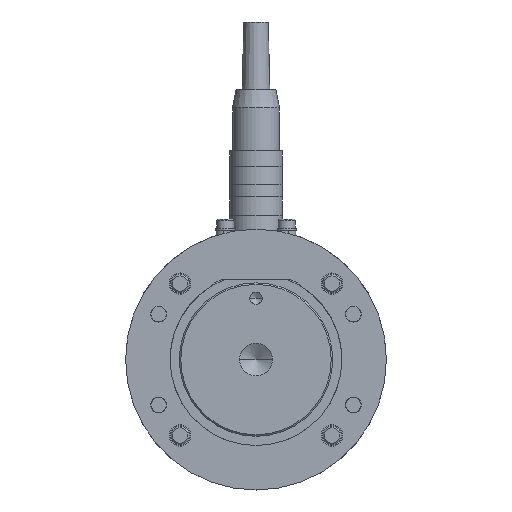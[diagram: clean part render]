
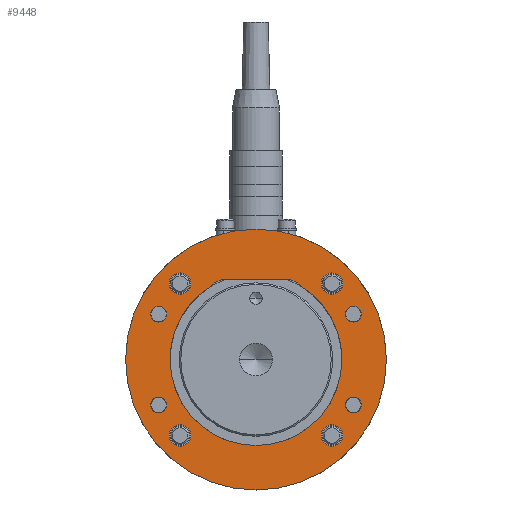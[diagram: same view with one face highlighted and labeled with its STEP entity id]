
A CAD part, left-side view. The second image highlights one B-rep face of the part: STEP entity #9448.
In plain terms, the highlighted face is planar.
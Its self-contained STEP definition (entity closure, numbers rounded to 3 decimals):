
#8702=CARTESIAN_POINT('',(0.0,4.475,47.5));
#8703=VERTEX_POINT('',#8702);
#8719=CARTESIAN_POINT('',(0.,4.475,-37.5));
#8720=VERTEX_POINT('',#8719);
#8727=CARTESIAN_POINT('',(0.0,4.475,5.0));
#8728=DIRECTION('',(0.0,-1.0,0.0));
#8729=DIRECTION('',(0.0,0.0,1.0));
#8730=AXIS2_PLACEMENT_3D('',#8727,#8728,#8729);
#8731=CIRCLE('',#8730,42.5);
#8732=EDGE_CURVE('',#8720,#8703,#8731,.T.);
#8744=CARTESIAN_POINT('',(24.749,4.475,26.249));
#8745=VERTEX_POINT('',#8744);
#8761=CARTESIAN_POINT('',(24.749,4.475,33.249));
#8762=VERTEX_POINT('',#8761);
#8769=CARTESIAN_POINT('',(24.749,4.475,29.749));
#8770=DIRECTION('',(0.0,-1.0,0.0));
#8771=DIRECTION('',(0.0,0.0,-1.0));
#8772=AXIS2_PLACEMENT_3D('',#8769,#8770,#8771);
#8773=CIRCLE('',#8772,3.5);
#8774=EDGE_CURVE('',#8745,#8762,#8773,.T.);
#8786=CARTESIAN_POINT('',(-21.249,4.475,29.749));
#8787=VERTEX_POINT('',#8786);
#8803=CARTESIAN_POINT('',(-28.249,4.475,29.749));
#8804=VERTEX_POINT('',#8803);
#8811=CARTESIAN_POINT('',(-24.749,4.475,29.749));
#8812=DIRECTION('',(0.0,-1.0,0.0));
#8813=DIRECTION('',(1.0,0.0,0.0));
#8814=AXIS2_PLACEMENT_3D('',#8811,#8812,#8813);
#8815=CIRCLE('',#8814,3.5);
#8816=EDGE_CURVE('',#8787,#8804,#8815,.T.);
#8828=CARTESIAN_POINT('',(-24.749,4.475,-16.249));
#8829=VERTEX_POINT('',#8828);
#8845=CARTESIAN_POINT('',(-24.749,4.475,-23.249));
#8846=VERTEX_POINT('',#8845);
#8853=CARTESIAN_POINT('',(-24.749,4.475,-19.749));
#8854=DIRECTION('',(0.0,-1.0,0.0));
#8855=DIRECTION('',(0.0,0.0,1.0));
#8856=AXIS2_PLACEMENT_3D('',#8853,#8854,#8855);
#8857=CIRCLE('',#8856,3.5);
#8858=EDGE_CURVE('',#8829,#8846,#8857,.T.);
#8870=CARTESIAN_POINT('',(21.249,4.475,-19.749));
#8871=VERTEX_POINT('',#8870);
#8887=CARTESIAN_POINT('',(28.249,4.475,-19.749));
#8888=VERTEX_POINT('',#8887);
#8895=CARTESIAN_POINT('',(24.749,4.475,-19.749));
#8896=DIRECTION('',(0.0,-1.0,0.0));
#8897=DIRECTION('',(-1.0,0.0,0.0));
#8898=AXIS2_PLACEMENT_3D('',#8895,#8896,#8897);
#8899=CIRCLE('',#8898,3.5);
#8900=EDGE_CURVE('',#8871,#8888,#8899,.T.);
#8912=CARTESIAN_POINT('',(-31.721,4.475,17.215));
#8913=VERTEX_POINT('',#8912);
#8929=CARTESIAN_POINT('',(-31.721,4.475,22.368));
#8930=VERTEX_POINT('',#8929);
#8937=CARTESIAN_POINT('',(-31.721,4.475,19.792));
#8938=DIRECTION('',(0.0,-1.0,0.0));
#8939=DIRECTION('',(0.0,0.0,-1.0));
#8940=AXIS2_PLACEMENT_3D('',#8937,#8938,#8939);
#8941=CIRCLE('',#8940,2.576);
#8942=EDGE_CURVE('',#8913,#8930,#8941,.T.);
#8954=CARTESIAN_POINT('',(31.719,4.475,17.215));
#8955=VERTEX_POINT('',#8954);
#8971=CARTESIAN_POINT('',(31.719,4.475,22.368));
#8972=VERTEX_POINT('',#8971);
#8979=CARTESIAN_POINT('',(31.719,4.475,19.792));
#8980=DIRECTION('',(0.0,-1.0,0.0));
#8981=DIRECTION('',(0.0,0.0,-1.0));
#8982=AXIS2_PLACEMENT_3D('',#8979,#8980,#8981);
#8983=CIRCLE('',#8982,2.576);
#8984=EDGE_CURVE('',#8955,#8972,#8983,.T.);
#8996=CARTESIAN_POINT('',(-31.721,4.475,-12.365));
#8997=VERTEX_POINT('',#8996);
#9013=CARTESIAN_POINT('',(-31.721,4.475,-7.212));
#9014=VERTEX_POINT('',#9013);
#9021=CARTESIAN_POINT('',(-31.721,4.475,-9.788));
#9022=DIRECTION('',(0.0,-1.0,0.0));
#9023=DIRECTION('',(0.0,0.0,-1.0));
#9024=AXIS2_PLACEMENT_3D('',#9021,#9022,#9023);
#9025=CIRCLE('',#9024,2.576);
#9026=EDGE_CURVE('',#8997,#9014,#9025,.T.);
#9038=CARTESIAN_POINT('',(31.719,4.475,-12.365));
#9039=VERTEX_POINT('',#9038);
#9055=CARTESIAN_POINT('',(31.719,4.475,-7.212));
#9056=VERTEX_POINT('',#9055);
#9063=CARTESIAN_POINT('',(31.719,4.475,-9.788));
#9064=DIRECTION('',(0.0,-1.0,0.0));
#9065=DIRECTION('',(0.0,0.0,-1.0));
#9066=AXIS2_PLACEMENT_3D('',#9063,#9064,#9065);
#9067=CIRCLE('',#9066,2.576);
#9068=EDGE_CURVE('',#9039,#9056,#9067,.T.);
#9079=CARTESIAN_POINT('',(31.719,4.475,-9.788));
#9080=DIRECTION('',(0.0,-1.0,0.0));
#9081=DIRECTION('',(0.0,0.0,-1.0));
#9082=AXIS2_PLACEMENT_3D('',#9079,#9080,#9081);
#9083=CIRCLE('',#9082,2.576);
#9084=EDGE_CURVE('',#9056,#9039,#9083,.T.);
#9103=CARTESIAN_POINT('',(-31.721,4.475,-9.788));
#9104=DIRECTION('',(0.0,-1.0,0.0));
#9105=DIRECTION('',(0.0,0.0,-1.0));
#9106=AXIS2_PLACEMENT_3D('',#9103,#9104,#9105);
#9107=CIRCLE('',#9106,2.576);
#9108=EDGE_CURVE('',#9014,#8997,#9107,.T.);
#9127=CARTESIAN_POINT('',(31.719,4.475,19.792));
#9128=DIRECTION('',(0.0,-1.0,0.0));
#9129=DIRECTION('',(0.0,0.0,-1.0));
#9130=AXIS2_PLACEMENT_3D('',#9127,#9128,#9129);
#9131=CIRCLE('',#9130,2.576);
#9132=EDGE_CURVE('',#8972,#8955,#9131,.T.);
#9151=CARTESIAN_POINT('',(-31.721,4.475,19.792));
#9152=DIRECTION('',(0.0,-1.0,0.0));
#9153=DIRECTION('',(0.0,0.0,-1.0));
#9154=AXIS2_PLACEMENT_3D('',#9151,#9152,#9153);
#9155=CIRCLE('',#9154,2.576);
#9156=EDGE_CURVE('',#8930,#8913,#9155,.T.);
#9174=CARTESIAN_POINT('',(10.5,4.475,31.0));
#9175=VERTEX_POINT('',#9174);
#9176=CARTESIAN_POINT('',(-10.5,4.475,31.0));
#9177=VERTEX_POINT('',#9176);
#9178=CARTESIAN_POINT('',(10.5,4.475,31.0));
#9179=DIRECTION('',(-1.0,0.0,0.0));
#9180=VECTOR('',#9179,21.0);
#9181=LINE('',#9178,#9180);
#9182=EDGE_CURVE('',#9175,#9177,#9181,.T.);
#9214=CARTESIAN_POINT('',(-14.562,4.475,28.915));
#9215=VERTEX_POINT('',#9214);
#9216=CARTESIAN_POINT('',(-10.5,4.475,26.0));
#9217=DIRECTION('',(0.0,-1.0,0.0));
#9218=DIRECTION('',(1.0,0.0,0.0));
#9219=AXIS2_PLACEMENT_3D('',#9216,#9217,#9218);
#9220=CIRCLE('',#9219,5.0);
#9221=EDGE_CURVE('',#9177,#9215,#9220,.T.);
#9247=CARTESIAN_POINT('',(14.562,4.475,28.915));
#9248=VERTEX_POINT('',#9247);
#9249=CARTESIAN_POINT('',(0.0,4.475,5.0));
#9250=DIRECTION('',(0.0,-1.0,0.0));
#9251=DIRECTION('',(1.0,0.0,0.0));
#9252=AXIS2_PLACEMENT_3D('',#9249,#9250,#9251);
#9253=CIRCLE('',#9252,28.0);
#9254=EDGE_CURVE('',#9215,#9248,#9253,.T.);
#9280=CARTESIAN_POINT('',(10.5,4.475,26.0));
#9281=DIRECTION('',(0.0,-1.0,0.0));
#9282=DIRECTION('',(1.0,0.0,0.0));
#9283=AXIS2_PLACEMENT_3D('',#9280,#9281,#9282);
#9284=CIRCLE('',#9283,5.0);
#9285=EDGE_CURVE('',#9248,#9175,#9284,.T.);
#9305=CARTESIAN_POINT('',(24.749,4.475,-19.749));
#9306=DIRECTION('',(0.0,-1.0,0.0));
#9307=DIRECTION('',(-1.0,0.0,0.0));
#9308=AXIS2_PLACEMENT_3D('',#9305,#9306,#9307);
#9309=CIRCLE('',#9308,3.5);
#9310=EDGE_CURVE('',#8888,#8871,#9309,.T.);
#9329=CARTESIAN_POINT('',(-24.749,4.475,-19.749));
#9330=DIRECTION('',(0.0,-1.0,0.0));
#9331=DIRECTION('',(0.0,0.0,1.0));
#9332=AXIS2_PLACEMENT_3D('',#9329,#9330,#9331);
#9333=CIRCLE('',#9332,3.5);
#9334=EDGE_CURVE('',#8846,#8829,#9333,.T.);
#9353=CARTESIAN_POINT('',(-24.749,4.475,29.749));
#9354=DIRECTION('',(0.0,-1.0,0.0));
#9355=DIRECTION('',(1.0,0.0,0.0));
#9356=AXIS2_PLACEMENT_3D('',#9353,#9354,#9355);
#9357=CIRCLE('',#9356,3.5);
#9358=EDGE_CURVE('',#8804,#8787,#9357,.T.);
#9377=CARTESIAN_POINT('',(24.749,4.475,29.749));
#9378=DIRECTION('',(0.0,-1.0,0.0));
#9379=DIRECTION('',(0.0,0.0,-1.0));
#9380=AXIS2_PLACEMENT_3D('',#9377,#9378,#9379);
#9381=CIRCLE('',#9380,3.5);
#9382=EDGE_CURVE('',#8762,#8745,#9381,.T.);
#9395=CARTESIAN_POINT('',(-46.75,4.475,-41.75));
#9396=DIRECTION('',(0.0,1.0,0.0));
#9397=DIRECTION('',(0.0,0.0,1.0));
#9398=AXIS2_PLACEMENT_3D('',#9395,#9396,#9397);
#9399=PLANE('',#9398);
#9400=CARTESIAN_POINT('',(0.0,4.475,5.0));
#9401=DIRECTION('',(0.0,-1.0,0.0));
#9402=DIRECTION('',(0.0,0.0,1.0));
#9403=AXIS2_PLACEMENT_3D('',#9400,#9401,#9402);
#9404=CIRCLE('',#9403,42.5);
#9405=EDGE_CURVE('',#8703,#8720,#9404,.T.);
#9406=ORIENTED_EDGE('',*,*,#9405,.F.);
#9407=ORIENTED_EDGE('',*,*,#8732,.F.);
#9408=EDGE_LOOP('',(#9406,#9407));
#9409=FACE_OUTER_BOUND('',#9408,.T.);
#9410=ORIENTED_EDGE('',*,*,#9084,.T.);
#9411=ORIENTED_EDGE('',*,*,#9068,.T.);
#9412=EDGE_LOOP('',(#9410,#9411));
#9413=FACE_BOUND('',#9412,.T.);
#9414=ORIENTED_EDGE('',*,*,#9108,.T.);
#9415=ORIENTED_EDGE('',*,*,#9026,.T.);
#9416=EDGE_LOOP('',(#9414,#9415));
#9417=FACE_BOUND('',#9416,.T.);
#9418=ORIENTED_EDGE('',*,*,#9132,.T.);
#9419=ORIENTED_EDGE('',*,*,#8984,.T.);
#9420=EDGE_LOOP('',(#9418,#9419));
#9421=FACE_BOUND('',#9420,.T.);
#9422=ORIENTED_EDGE('',*,*,#9156,.T.);
#9423=ORIENTED_EDGE('',*,*,#8942,.T.);
#9424=EDGE_LOOP('',(#9422,#9423));
#9425=FACE_BOUND('',#9424,.T.);
#9426=ORIENTED_EDGE('',*,*,#9254,.T.);
#9427=ORIENTED_EDGE('',*,*,#9285,.T.);
#9428=ORIENTED_EDGE('',*,*,#9182,.T.);
#9429=ORIENTED_EDGE('',*,*,#9221,.T.);
#9430=EDGE_LOOP('',(#9426,#9427,#9428,#9429));
#9431=FACE_BOUND('',#9430,.T.);
#9432=ORIENTED_EDGE('',*,*,#9310,.T.);
#9433=ORIENTED_EDGE('',*,*,#8900,.T.);
#9434=EDGE_LOOP('',(#9432,#9433));
#9435=FACE_BOUND('',#9434,.T.);
#9436=ORIENTED_EDGE('',*,*,#9334,.T.);
#9437=ORIENTED_EDGE('',*,*,#8858,.T.);
#9438=EDGE_LOOP('',(#9436,#9437));
#9439=FACE_BOUND('',#9438,.T.);
#9440=ORIENTED_EDGE('',*,*,#9358,.T.);
#9441=ORIENTED_EDGE('',*,*,#8816,.T.);
#9442=EDGE_LOOP('',(#9440,#9441));
#9443=FACE_BOUND('',#9442,.T.);
#9444=ORIENTED_EDGE('',*,*,#9382,.T.);
#9445=ORIENTED_EDGE('',*,*,#8774,.T.);
#9446=EDGE_LOOP('',(#9444,#9445));
#9447=FACE_BOUND('',#9446,.T.);
#9448=ADVANCED_FACE('',(#9409,#9413,#9417,#9421,#9425,#9431,#9435,#9439,#9443,#9447),#9399,.T.);
